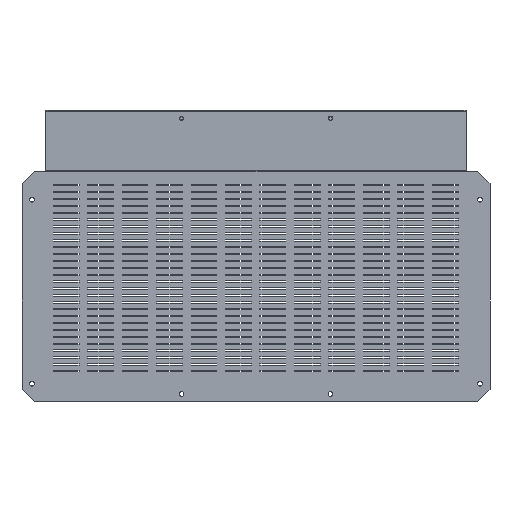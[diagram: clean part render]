
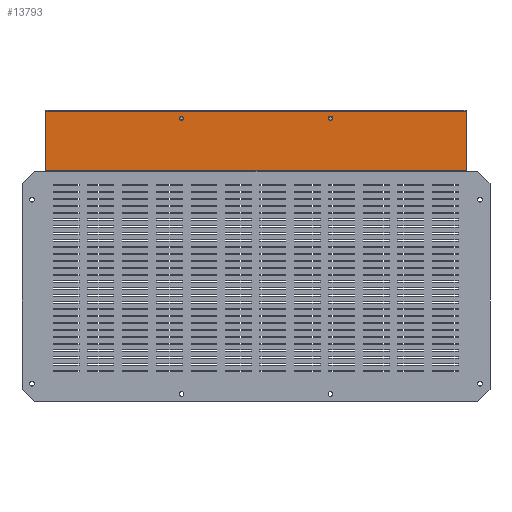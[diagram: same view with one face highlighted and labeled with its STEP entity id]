
A CAD part, front view. The second image highlights one B-rep face of the part: STEP entity #13793.
In plain terms, the highlighted planar face has unit normal (0, -1, 0).
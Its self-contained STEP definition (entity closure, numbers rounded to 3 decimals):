
#26 = ORIENTED_EDGE ( 'NONE', *, *, #30986, .T. ) ;
#58 = CARTESIAN_POINT ( 'NONE',  ( 0., 152.5, 0.293 ) ) ;
#164 = EDGE_CURVE ( 'NONE', #18962, #3857, #27286, .T. ) ;
#1622 = CIRCLE ( 'NONE', #19095, 3. ) ;
#1865 = CARTESIAN_POINT ( 'NONE',  ( 304.75, 152.5, 88. ) ) ;
#2463 = VERTEX_POINT ( 'NONE', #36529 ) ;
#2528 = AXIS2_PLACEMENT_3D ( 'NONE', #58, #31344, #15206 ) ;
#2652 = DIRECTION ( 'NONE',  ( 0., -1., 0. ) ) ;
#3653 = CARTESIAN_POINT ( 'NONE',  ( 108., 152.5, 78. ) ) ;
#3857 = VERTEX_POINT ( 'NONE', #18922 ) ;
#4118 = DIRECTION ( 'NONE',  ( 0., 0., -1. ) ) ;
#4378 = VECTOR ( 'NONE', #6070, 1000. ) ;
#4766 = FACE_OUTER_BOUND ( 'NONE', #18679, .T. ) ;
#5354 = EDGE_CURVE ( 'NONE', #25930, #30051, #44877, .T. ) ;
#5694 = ORIENTED_EDGE ( 'NONE', *, *, #39981, .T. ) ;
#5818 = LINE ( 'NONE', #23942, #4378 ) ;
#5873 = EDGE_CURVE ( 'NONE', #26228, #22312, #39487, .T. ) ;
#6070 = DIRECTION ( 'NONE',  ( -1., 0., 0. ) ) ;
#6706 = VERTEX_POINT ( 'NONE', #1865 ) ;
#6832 = VECTOR ( 'NONE', #13949, 1000. ) ;
#7027 = CARTESIAN_POINT ( 'NONE',  ( 304.75, 152.5, 87. ) ) ;
#7405 = DIRECTION ( 'NONE',  ( 0., 0., -1. ) ) ;
#8349 = DIRECTION ( 'NONE',  ( 0., 0., 1. ) ) ;
#9236 = CARTESIAN_POINT ( 'NONE',  ( 304.75, 152.5, 4.036 ) ) ;
#9282 = ORIENTED_EDGE ( 'NONE', *, *, #5354, .F. ) ;
#10895 = DIRECTION ( 'NONE',  ( 0., 0., 1. ) ) ;
#11649 = EDGE_LOOP ( 'NONE', ( #34531, #34557 ) ) ;
#11888 = ORIENTED_EDGE ( 'NONE', *, *, #24478, .F. ) ;
#13793 = ADVANCED_FACE ( 'NONE', ( #33124, #25651, #4766 ), #46012, .F. ) ;
#13949 = DIRECTION ( 'NONE',  ( 0., 0., 1. ) ) ;
#14575 = AXIS2_PLACEMENT_3D ( 'NONE', #3653, #30980, #8349 ) ;
#14589 = CARTESIAN_POINT ( 'NONE',  ( -304.75, 152.5, 4.036 ) ) ;
#15206 = DIRECTION ( 'NONE',  ( 0., 0., 1. ) ) ;
#15251 = EDGE_LOOP ( 'NONE', ( #28638, #9282 ) ) ;
#15418 = EDGE_CURVE ( 'NONE', #30051, #25930, #40680, .T. ) ;
#15886 = CARTESIAN_POINT ( 'NONE',  ( -108., 152.5, 78. ) ) ;
#16309 = AXIS2_PLACEMENT_3D ( 'NONE', #26786, #44949, #10895 ) ;
#16856 = DIRECTION ( 'NONE',  ( 0., 0., 1. ) ) ;
#17308 = DIRECTION ( 'NONE',  ( 0., 0., 1. ) ) ;
#18679 = EDGE_LOOP ( 'NONE', ( #45714, #5694, #45582, #33277, #43589, #38686, #26, #11888 ) ) ;
#18922 = CARTESIAN_POINT ( 'NONE',  ( 111., 152.5, 77.995 ) ) ;
#18962 = VERTEX_POINT ( 'NONE', #37255 ) ;
#19095 = AXIS2_PLACEMENT_3D ( 'NONE', #21040, #2652, #17308 ) ;
#20422 = LINE ( 'NONE', #36079, #6832 ) ;
#21040 = CARTESIAN_POINT ( 'NONE',  ( 108., 152.5, 78. ) ) ;
#21574 = LINE ( 'NONE', #36725, #28031 ) ;
#21931 = LINE ( 'NONE', #33854, #22105 ) ;
#22105 = VECTOR ( 'NONE', #29880, 1000. ) ;
#22183 = DIRECTION ( 'NONE',  ( 0., 0., 1. ) ) ;
#22312 = VERTEX_POINT ( 'NONE', #34965 ) ;
#22973 = VECTOR ( 'NONE', #4118, 1000. ) ;
#22987 = LINE ( 'NONE', #30696, #22973 ) ;
#23070 = EDGE_CURVE ( 'NONE', #37306, #6706, #44571, .T. ) ;
#23942 = CARTESIAN_POINT ( 'NONE',  ( 0., 152.5, 88. ) ) ;
#24286 = VECTOR ( 'NONE', #43961, 1000. ) ;
#24478 = EDGE_CURVE ( 'NONE', #46461, #2463, #20422, .T. ) ;
#25651 = FACE_BOUND ( 'NONE', #11649, .T. ) ;
#25930 = VERTEX_POINT ( 'NONE', #32734 ) ;
#25971 = CARTESIAN_POINT ( 'NONE',  ( -304.75, 152.5, 87. ) ) ;
#26228 = VERTEX_POINT ( 'NONE', #31200 ) ;
#26786 = CARTESIAN_POINT ( 'NONE',  ( -108., 152.5, 78. ) ) ;
#27286 = CIRCLE ( 'NONE', #14575, 3. ) ;
#28031 = VECTOR ( 'NONE', #16856, 1000. ) ;
#28638 = ORIENTED_EDGE ( 'NONE', *, *, #15418, .F. ) ;
#29880 = DIRECTION ( 'NONE',  ( 0., 0., -1. ) ) ;
#30051 = VERTEX_POINT ( 'NONE', #45039 ) ;
#30696 = CARTESIAN_POINT ( 'NONE',  ( -304.75, 152.5, 4.036 ) ) ;
#30980 = DIRECTION ( 'NONE',  ( 0., -1., 0. ) ) ;
#30986 = EDGE_CURVE ( 'NONE', #6706, #2463, #5818, .T. ) ;
#31200 = CARTESIAN_POINT ( 'NONE',  ( -304.75, 152.5, 3. ) ) ;
#31344 = DIRECTION ( 'NONE',  ( 0., 1., 0. ) ) ;
#32734 = CARTESIAN_POINT ( 'NONE',  ( -110.753, 152.5, 79.191 ) ) ;
#32909 = VECTOR ( 'NONE', #22183, 1000. ) ;
#33041 = VECTOR ( 'NONE', #7405, 1000. ) ;
#33124 = FACE_BOUND ( 'NONE', #15251, .T. ) ;
#33277 = ORIENTED_EDGE ( 'NONE', *, *, #34273, .F. ) ;
#33854 = CARTESIAN_POINT ( 'NONE',  ( -304.75, 152.5, 0.293 ) ) ;
#34273 = EDGE_CURVE ( 'NONE', #47648, #22312, #37717, .T. ) ;
#34531 = ORIENTED_EDGE ( 'NONE', *, *, #164, .F. ) ;
#34557 = ORIENTED_EDGE ( 'NONE', *, *, #46353, .F. ) ;
#34965 = CARTESIAN_POINT ( 'NONE',  ( 304.75, 152.5, 3. ) ) ;
#36079 = CARTESIAN_POINT ( 'NONE',  ( -304.75, 152.5, 0.293 ) ) ;
#36509 = CARTESIAN_POINT ( 'NONE',  ( 0., 152.5, 3. ) ) ;
#36529 = CARTESIAN_POINT ( 'NONE',  ( -304.75, 152.5, 88. ) ) ;
#36725 = CARTESIAN_POINT ( 'NONE',  ( 304.75, 152.5, 0.293 ) ) ;
#37255 = CARTESIAN_POINT ( 'NONE',  ( 105., 152.5, 78.005 ) ) ;
#37306 = VERTEX_POINT ( 'NONE', #48664 ) ;
#37717 = LINE ( 'NONE', #41450, #33041 ) ;
#38686 = ORIENTED_EDGE ( 'NONE', *, *, #23070, .T. ) ;
#39487 = LINE ( 'NONE', #36509, #24286 ) ;
#39981 = EDGE_CURVE ( 'NONE', #44693, #26228, #22987, .T. ) ;
#40680 = CIRCLE ( 'NONE', #47020, 3. ) ;
#41450 = CARTESIAN_POINT ( 'NONE',  ( 304.75, 152.5, 0.293 ) ) ;
#42701 = EDGE_CURVE ( 'NONE', #47648, #37306, #21574, .T. ) ;
#43589 = ORIENTED_EDGE ( 'NONE', *, *, #42701, .T. ) ;
#43871 = EDGE_CURVE ( 'NONE', #46461, #44693, #21931, .T. ) ;
#43961 = DIRECTION ( 'NONE',  ( 1., 0., 0. ) ) ;
#44571 = LINE ( 'NONE', #7027, #32909 ) ;
#44693 = VERTEX_POINT ( 'NONE', #14589 ) ;
#44877 = CIRCLE ( 'NONE', #16309, 3. ) ;
#44949 = DIRECTION ( 'NONE',  ( 0., -1., 0. ) ) ;
#45039 = CARTESIAN_POINT ( 'NONE',  ( -105.247, 152.5, 76.809 ) ) ;
#45474 = DIRECTION ( 'NONE',  ( 0., -1., 0. ) ) ;
#45582 = ORIENTED_EDGE ( 'NONE', *, *, #5873, .T. ) ;
#45714 = ORIENTED_EDGE ( 'NONE', *, *, #43871, .T. ) ;
#46012 = PLANE ( 'NONE',  #2528 ) ;
#46353 = EDGE_CURVE ( 'NONE', #3857, #18962, #1622, .T. ) ;
#46440 = DIRECTION ( 'NONE',  ( 0., 0., 1. ) ) ;
#46461 = VERTEX_POINT ( 'NONE', #25971 ) ;
#47020 = AXIS2_PLACEMENT_3D ( 'NONE', #15886, #45474, #46440 ) ;
#47648 = VERTEX_POINT ( 'NONE', #9236 ) ;
#48664 = CARTESIAN_POINT ( 'NONE',  ( 304.75, 152.5, 87. ) ) ;
